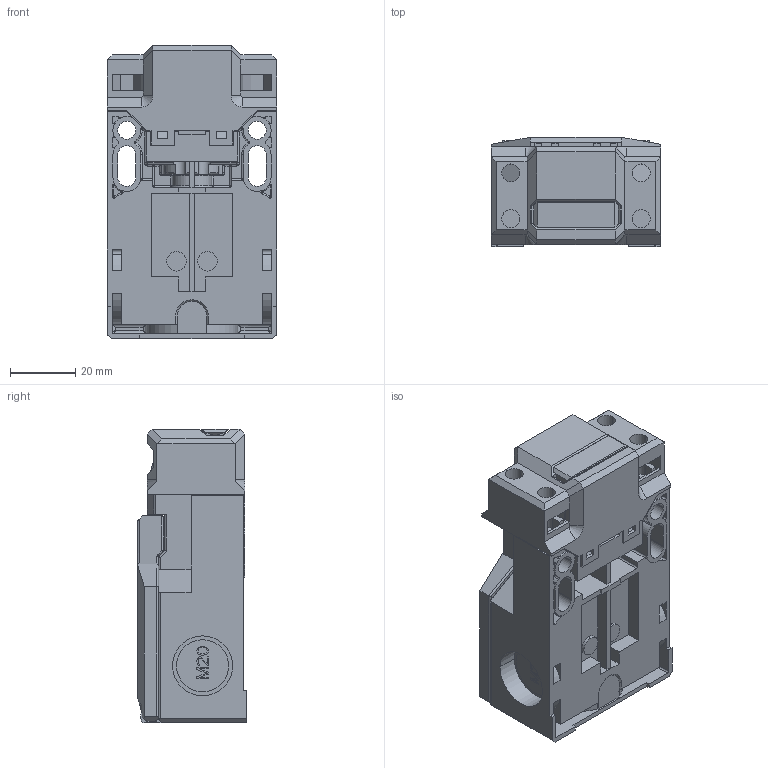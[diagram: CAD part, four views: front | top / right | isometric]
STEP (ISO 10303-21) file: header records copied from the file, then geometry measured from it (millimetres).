
FILE_DESCRIPTION((''),'2;1');
FILE_NAME('SK_U1Z_SW0001','2008-09-02T',('T.Bergmann'),(''),'PRO/ENGINEER BY PARAMETRIC TECHNOLOGY CORPORATION, 2005070','PRO/ENGINEER BY PARAMETRIC TECHNOLOGY CORPORATION, 2005070','');
FILE_SCHEMA(('AUTOMOTIVE_DESIGN_CC2 { 1 2 10303 214 -1 1 5 2 }'));
Products named in the file (1): SK_U1Z_SW0001
Bounding box: 52 x 33.5 x 90.1 mm (x, y, z)
Surface area: 54650.5 mm2 (no closed solid volume)
Topology: 0 solids, 16 shells, 1621 faces, 4975 edges, 3343 vertices
Faces by surface type: plane 890, cylinder 524, sphere 68, torus 66, bspline 48, cone 25
Entity records: 85525 total; most frequent: CARTESIAN_POINT 12690, ORIENTED_EDGE 9104, DIRECTION 9032, PRESENTATION_STYLE_ASSIGNMENT 6600, STYLED_ITEM 4979, CURVE_STYLE 4975, EDGE_CURVE 4975, VECTOR 3606
